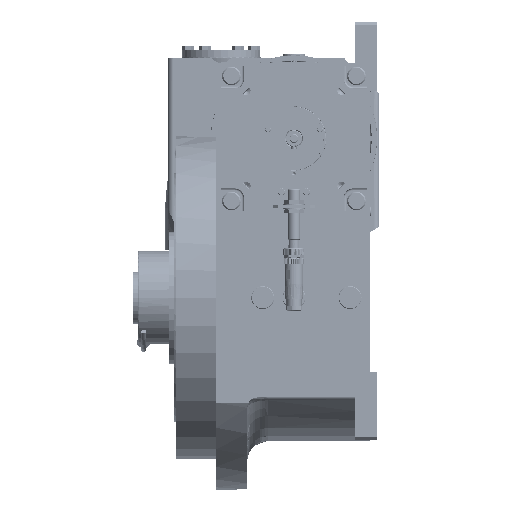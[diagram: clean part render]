
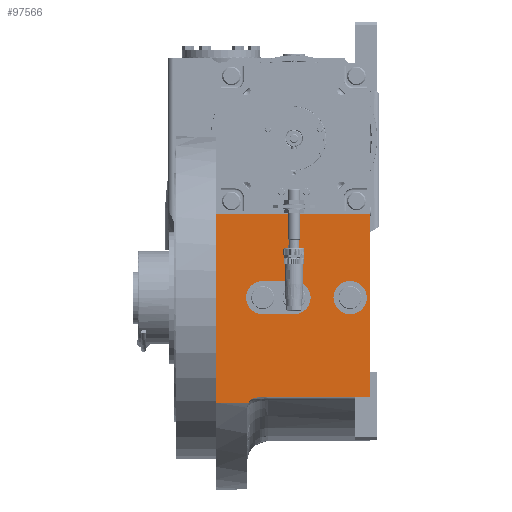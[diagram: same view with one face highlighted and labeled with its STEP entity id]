
A CAD part, left-side view. The second image highlights one B-rep face of the part: STEP entity #97566.
In plain terms, the highlighted planar face has unit normal (-1, 0, 0).
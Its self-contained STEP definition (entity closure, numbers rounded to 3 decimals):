
#2181 = ORIENTED_EDGE ( 'NONE', *, *, #96865, .F. ) ;
#2227 = DIRECTION ( 'NONE',  ( 0., 1., 0. ) ) ;
#5767 = CARTESIAN_POINT ( 'NONE',  ( -155., -73., -100.995 ) ) ;
#6584 = DIRECTION ( 'NONE',  ( 0., 1., 0. ) ) ;
#9622 = CARTESIAN_POINT ( 'NONE',  ( -155., 75., -100.995 ) ) ;
#10266 = DIRECTION ( 'NONE',  ( 0., -1., 0. ) ) ;
#10589 = ORIENTED_EDGE ( 'NONE', *, *, #98272, .T. ) ;
#11407 = EDGE_CURVE ( 'NONE', #13232, #155661, #38194, .T. ) ;
#12858 = DIRECTION ( 'NONE',  ( 0., 1., 0. ) ) ;
#13232 = VERTEX_POINT ( 'NONE', #9622 ) ;
#13377 = DIRECTION ( 'NONE',  ( 0., 0., 1. ) ) ;
#13951 = ORIENTED_EDGE ( 'NONE', *, *, #57261, .F. ) ;
#14122 = CARTESIAN_POINT ( 'NONE',  ( -155., 35., -106. ) ) ;
#14424 = DIRECTION ( 'NONE',  ( 0., 0., 1. ) ) ;
#14745 = CARTESIAN_POINT ( 'NONE',  ( -155., 0., -16. ) ) ;
#14758 = VECTOR ( 'NONE', #14424, 1000. ) ;
#15242 = LINE ( 'NONE', #151152, #126703 ) ;
#15373 = DIRECTION ( 'NONE',  ( -1., 0., 0. ) ) ;
#15455 = AXIS2_PLACEMENT_3D ( 'NONE', #140791, #144847, #6584 ) ;
#16950 = CIRCLE ( 'NONE', #108401, 2.1 ) ;
#17395 = CIRCLE ( 'NONE', #22546, 2.1 ) ;
#18185 = CARTESIAN_POINT ( 'NONE',  ( -155., 43.657, -100.995 ) ) ;
#22205 = LINE ( 'NONE', #72899, #29922 ) ;
#22546 = AXIS2_PLACEMENT_3D ( 'NONE', #98734, #139668, #12858 ) ;
#22681 = CARTESIAN_POINT ( 'NONE',  ( -155., 30., -16. ) ) ;
#23841 = VERTEX_POINT ( 'NONE', #14745 ) ;
#26229 = VERTEX_POINT ( 'NONE', #87855 ) ;
#26426 = DIRECTION ( 'NONE',  ( 1., 0., 0. ) ) ;
#26998 = VERTEX_POINT ( 'NONE', #88068 ) ;
#27301 = FACE_BOUND ( 'NONE', #159291, .T. ) ;
#27477 = EDGE_CURVE ( 'NONE', #79666, #155661, #22205, .T. ) ;
#27854 = EDGE_CURVE ( 'NONE', #26229, #83877, #16950, .T. ) ;
#28529 = LINE ( 'NONE', #80835, #104845 ) ;
#29922 = VECTOR ( 'NONE', #81953, 1000. ) ;
#30031 = ORIENTED_EDGE ( 'NONE', *, *, #142020, .T. ) ;
#30565 = CIRCLE ( 'NONE', #119344, 2.1 ) ;
#34346 = AXIS2_PLACEMENT_3D ( 'NONE', #57795, #106891, #10266 ) ;
#36420 = CIRCLE ( 'NONE', #15455, 2.1 ) ;
#37102 = EDGE_CURVE ( 'NONE', #101663, #57836, #104882, .T. ) ;
#38194 = LINE ( 'NONE', #126529, #14758 ) ;
#38389 = EDGE_LOOP ( 'NONE', ( #78672, #157000 ) ) ;
#38568 = ORIENTED_EDGE ( 'NONE', *, *, #47318, .T. ) ;
#39601 = FACE_BOUND ( 'NONE', #42563, .T. ) ;
#40877 = AXIS2_PLACEMENT_3D ( 'NONE', #5767, #55667, #105575 ) ;
#41093 = CIRCLE ( 'NONE', #51602, 16. ) ;
#41102 = EDGE_CURVE ( 'NONE', #83877, #26229, #36420, .T. ) ;
#41661 = ORIENTED_EDGE ( 'NONE', *, *, #50091, .F. ) ;
#42563 = EDGE_LOOP ( 'NONE', ( #75096, #10589 ) ) ;
#43216 = DIRECTION ( 'NONE',  ( 0., 0., 1. ) ) ;
#43601 = CIRCLE ( 'NONE', #161218, 16. ) ;
#44043 = EDGE_LOOP ( 'NONE', ( #30031, #124167, #99251, #2181, #38568, #95113 ) ) ;
#44660 = DIRECTION ( 'NONE',  ( 1., 0., 0. ) ) ;
#47318 = EDGE_CURVE ( 'NONE', #142152, #155770, #150253, .T. ) ;
#47878 = DIRECTION ( 'NONE',  ( 0., 1., 0. ) ) ;
#48151 = CARTESIAN_POINT ( 'NONE',  ( -155., -73., -96. ) ) ;
#50091 = EDGE_CURVE ( 'NONE', #79849, #155259, #56869, .T. ) ;
#51602 = AXIS2_PLACEMENT_3D ( 'NONE', #57829, #109309, #69280 ) ;
#52658 = FACE_BOUND ( 'NONE', #38389, .T. ) ;
#55667 = DIRECTION ( 'NONE',  ( -1., 0., 0. ) ) ;
#56869 = CIRCLE ( 'NONE', #98639, 16. ) ;
#57261 = EDGE_CURVE ( 'NONE', #155259, #23841, #28529, .T. ) ;
#57504 = CARTESIAN_POINT ( 'NONE',  ( -155., 30., 16. ) ) ;
#57795 = CARTESIAN_POINT ( 'NONE',  ( -155., -54., 0. ) ) ;
#57829 = CARTESIAN_POINT ( 'NONE',  ( -155., 0., 0. ) ) ;
#57836 = VERTEX_POINT ( 'NONE', #97730 ) ;
#65704 = PLANE ( 'NONE',  #40877 ) ;
#67539 = DIRECTION ( 'NONE',  ( 0., -1., 0. ) ) ;
#69280 = DIRECTION ( 'NONE',  ( 0., 0., -1. ) ) ;
#70273 = VERTEX_POINT ( 'NONE', #48151 ) ;
#72899 = CARTESIAN_POINT ( 'NONE',  ( -155., -73., 80. ) ) ;
#73644 = VECTOR ( 'NONE', #13377, 1000. ) ;
#73914 = CARTESIAN_POINT ( 'NONE',  ( -155., -73., -96. ) ) ;
#74478 = CARTESIAN_POINT ( 'NONE',  ( -155., 0., 16. ) ) ;
#75096 = ORIENTED_EDGE ( 'NONE', *, *, #75690, .T. ) ;
#75282 = LINE ( 'NONE', #74478, #104148 ) ;
#75690 = EDGE_CURVE ( 'NONE', #90530, #26998, #17395, .T. ) ;
#76311 = DIRECTION ( 'NONE',  ( 0., 0.866, 0.5 ) ) ;
#77186 = VECTOR ( 'NONE', #98662, 1000. ) ;
#78672 = ORIENTED_EDGE ( 'NONE', *, *, #37102, .F. ) ;
#79622 = AXIS2_PLACEMENT_3D ( 'NONE', #14122, #26426, #76311 ) ;
#79666 = VERTEX_POINT ( 'NONE', #137802 ) ;
#79849 = VERTEX_POINT ( 'NONE', #57504 ) ;
#80208 = ORIENTED_EDGE ( 'NONE', *, *, #27854, .T. ) ;
#80781 = CARTESIAN_POINT ( 'NONE',  ( -155., 30., 0. ) ) ;
#80835 = CARTESIAN_POINT ( 'NONE',  ( -155., 30., -16. ) ) ;
#81953 = DIRECTION ( 'NONE',  ( 0., 1., 0. ) ) ;
#83877 = VERTEX_POINT ( 'NONE', #150138 ) ;
#85556 = CARTESIAN_POINT ( 'NONE',  ( -155., 43.657, -100.995 ) ) ;
#87855 = CARTESIAN_POINT ( 'NONE',  ( -155., -2.1, 32. ) ) ;
#88068 = CARTESIAN_POINT ( 'NONE',  ( -155., -2.1, 60. ) ) ;
#90530 = VERTEX_POINT ( 'NONE', #113837 ) ;
#94958 = DIRECTION ( 'NONE',  ( 0., -1., 0. ) ) ;
#95113 = ORIENTED_EDGE ( 'NONE', *, *, #144944, .F. ) ;
#95311 = CARTESIAN_POINT ( 'NONE',  ( -155., 0., 60. ) ) ;
#96865 = EDGE_CURVE ( 'NONE', #142152, #13232, #134741, .T. ) ;
#97358 = DIRECTION ( 'NONE',  ( 1., 0., 0. ) ) ;
#97566 = ADVANCED_FACE ( 'NONE', ( #27301, #52658, #151695, #39601, #102543 ), #65704, .T. ) ;
#97730 = CARTESIAN_POINT ( 'NONE',  ( -155., -38., 0. ) ) ;
#97734 = DIRECTION ( 'NONE',  ( -1., 0., 0. ) ) ;
#98272 = EDGE_CURVE ( 'NONE', #26998, #90530, #30565, .T. ) ;
#98639 = AXIS2_PLACEMENT_3D ( 'NONE', #80781, #15373, #43216 ) ;
#98662 = DIRECTION ( 'NONE',  ( 0., 1., 0. ) ) ;
#98734 = CARTESIAN_POINT ( 'NONE',  ( -155., 0., 60. ) ) ;
#99251 = ORIENTED_EDGE ( 'NONE', *, *, #11407, .F. ) ;
#100344 = EDGE_CURVE ( 'NONE', #23841, #149263, #41093, .T. ) ;
#101663 = VERTEX_POINT ( 'NONE', #119803 ) ;
#102543 = FACE_OUTER_BOUND ( 'NONE', #44043, .T. ) ;
#103215 = ORIENTED_EDGE ( 'NONE', *, *, #100344, .F. ) ;
#104148 = VECTOR ( 'NONE', #113740, 1000. ) ;
#104845 = VECTOR ( 'NONE', #115252, 1000. ) ;
#104882 = CIRCLE ( 'NONE', #34346, 16. ) ;
#105575 = DIRECTION ( 'NONE',  ( 0., 0., 1. ) ) ;
#106891 = DIRECTION ( 'NONE',  ( -1., 0., 0. ) ) ;
#108401 = AXIS2_PLACEMENT_3D ( 'NONE', #158797, #97358, #94958 ) ;
#109045 = CARTESIAN_POINT ( 'NONE',  ( -155., 75., 80. ) ) ;
#109309 = DIRECTION ( 'NONE',  ( -1., 0., 0. ) ) ;
#113740 = DIRECTION ( 'NONE',  ( 0., 1., 0. ) ) ;
#113837 = CARTESIAN_POINT ( 'NONE',  ( -155., 2.1, 60. ) ) ;
#115252 = DIRECTION ( 'NONE',  ( 0., -1., 0. ) ) ;
#116182 = CARTESIAN_POINT ( 'NONE',  ( -155., 0., 16. ) ) ;
#119344 = AXIS2_PLACEMENT_3D ( 'NONE', #95311, #44660, #67539 ) ;
#119803 = CARTESIAN_POINT ( 'NONE',  ( -155., -70., 0. ) ) ;
#120147 = CARTESIAN_POINT ( 'NONE',  ( -155., 35., -96. ) ) ;
#122315 = CARTESIAN_POINT ( 'NONE',  ( -155., -54., 0. ) ) ;
#124167 = ORIENTED_EDGE ( 'NONE', *, *, #27477, .T. ) ;
#126244 = EDGE_LOOP ( 'NONE', ( #154622, #80208 ) ) ;
#126529 = CARTESIAN_POINT ( 'NONE',  ( -155., 75., -100.995 ) ) ;
#126703 = VECTOR ( 'NONE', #2227, 1000. ) ;
#134741 = LINE ( 'NONE', #85556, #77186 ) ;
#137802 = CARTESIAN_POINT ( 'NONE',  ( -155., -73., 80. ) ) ;
#139668 = DIRECTION ( 'NONE',  ( 1., 0., 0. ) ) ;
#140484 = ORIENTED_EDGE ( 'NONE', *, *, #155076, .F. ) ;
#140791 = CARTESIAN_POINT ( 'NONE',  ( -155., 0., 32. ) ) ;
#142020 = EDGE_CURVE ( 'NONE', #70273, #79666, #161510, .T. ) ;
#142152 = VERTEX_POINT ( 'NONE', #18185 ) ;
#144847 = DIRECTION ( 'NONE',  ( 1., 0., 0. ) ) ;
#144944 = EDGE_CURVE ( 'NONE', #70273, #155770, #15242, .T. ) ;
#149263 = VERTEX_POINT ( 'NONE', #116182 ) ;
#150138 = CARTESIAN_POINT ( 'NONE',  ( -155., 2.1, 32. ) ) ;
#150253 = CIRCLE ( 'NONE', #79622, 10. ) ;
#151152 = CARTESIAN_POINT ( 'NONE',  ( -155., -73., -96. ) ) ;
#151695 = FACE_BOUND ( 'NONE', #126244, .T. ) ;
#151917 = EDGE_CURVE ( 'NONE', #57836, #101663, #43601, .T. ) ;
#154622 = ORIENTED_EDGE ( 'NONE', *, *, #41102, .T. ) ;
#155076 = EDGE_CURVE ( 'NONE', #149263, #79849, #75282, .T. ) ;
#155259 = VERTEX_POINT ( 'NONE', #22681 ) ;
#155661 = VERTEX_POINT ( 'NONE', #109045 ) ;
#155770 = VERTEX_POINT ( 'NONE', #120147 ) ;
#157000 = ORIENTED_EDGE ( 'NONE', *, *, #151917, .F. ) ;
#158797 = CARTESIAN_POINT ( 'NONE',  ( -155., 0., 32. ) ) ;
#159291 = EDGE_LOOP ( 'NONE', ( #140484, #103215, #13951, #41661 ) ) ;
#161218 = AXIS2_PLACEMENT_3D ( 'NONE', #122315, #97734, #47878 ) ;
#161510 = LINE ( 'NONE', #73914, #73644 ) ;
